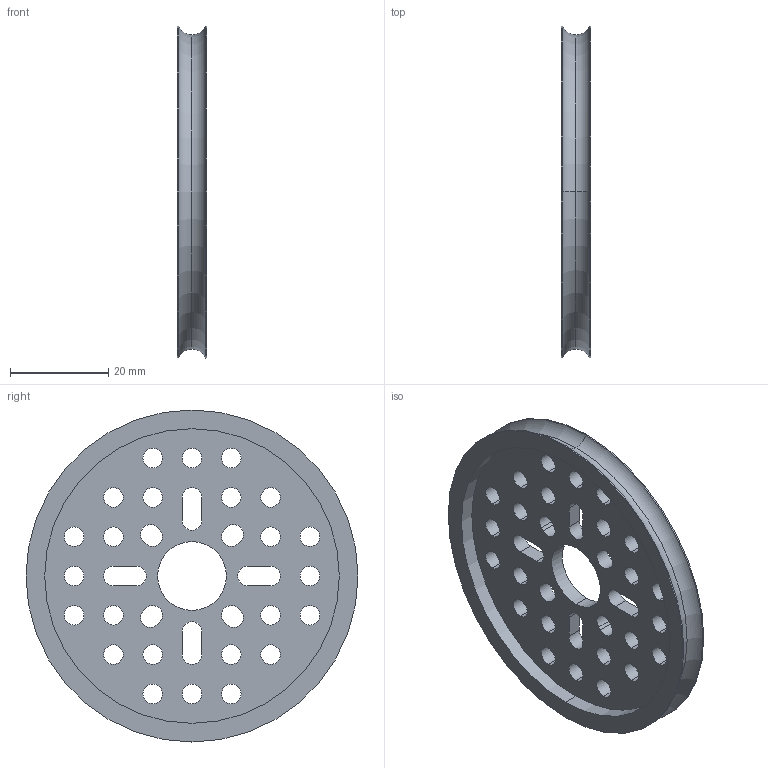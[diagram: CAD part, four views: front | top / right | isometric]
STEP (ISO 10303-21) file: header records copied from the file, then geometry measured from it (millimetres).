
FILE_DESCRIPTION (( 'STEP AP203' ), '1' );
FILE_NAME ('3400-0014-0064.STEP', '2018-05-10T20:32:54', ( '' ), ( '' ), 'SwSTEP 2.0', 'SolidWorks 2016', '' );
FILE_SCHEMA (( 'CONFIG_CONTROL_DESIGN' ));
Length unit declared in the file: millimetre
Products named in the file (1): 3400-0014-0064
Bounding box: 6 x 67.6 x 67.6 mm (x, y, z)
Volume: 9644.4 mm3; surface area: 9460 mm2
Topology: 1 solids, 1 shells, 101 faces, 288 edges, 190 vertices
Faces by surface type: cylinder 78, plane 19, torus 4
Entity records: 3585 total; most frequent: DIRECTION 654, CARTESIAN_POINT 580, ORIENTED_EDGE 576, EDGE_CURVE 288, AXIS2_PLACEMENT_3D 264, VERTEX_POINT 190, EDGE_LOOP 168, CIRCLE 162
